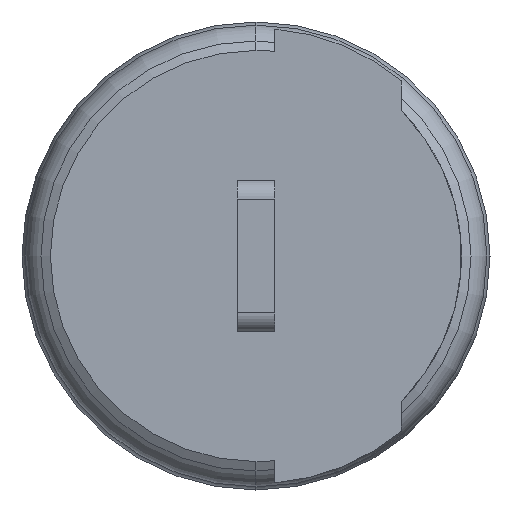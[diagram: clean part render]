
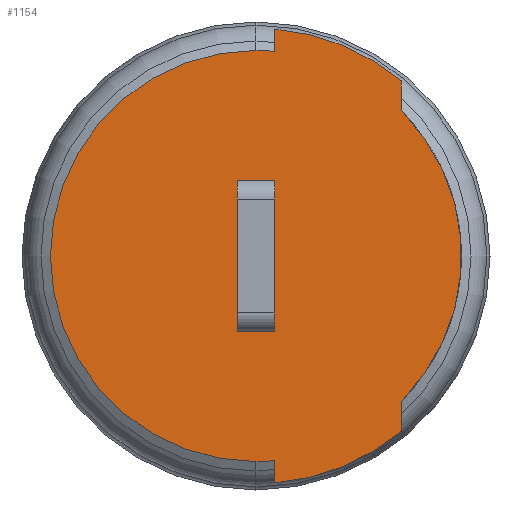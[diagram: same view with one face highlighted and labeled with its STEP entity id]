
A CAD part, left-side view. The second image highlights one B-rep face of the part: STEP entity #1154.
In plain terms, the highlighted planar face has unit normal (-1, 0, 0).
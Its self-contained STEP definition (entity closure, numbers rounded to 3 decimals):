
#1 = DIRECTION ( 'NONE',  ( 0., 0., 1. ) ) ;
#29 = CARTESIAN_POINT ( 'NONE',  ( -4.8, 0., 0. ) ) ;
#310 = LINE ( 'NONE', #3259, #1740 ) ;
#327 = AXIS2_PLACEMENT_3D ( 'NONE', #29, #410, #808 ) ;
#357 = EDGE_CURVE ( 'NONE', #509, #1840, #655, .T. ) ;
#367 = DIRECTION ( 'NONE',  ( 0., 0., 1. ) ) ;
#372 = CARTESIAN_POINT ( 'NONE',  ( -4.8, -2.3, 2.769 ) ) ;
#410 = DIRECTION ( 'NONE',  ( -1., 0., 0. ) ) ;
#509 = VERTEX_POINT ( 'NONE', #2562 ) ;
#550 = AXIS2_PLACEMENT_3D ( 'NONE', #3961, #4029, #2357 ) ;
#608 = CARTESIAN_POINT ( 'NONE',  ( -4.8, -2.3, -2.769 ) ) ;
#609 = ORIENTED_EDGE ( 'NONE', *, *, #357, .T. ) ;
#655 = LINE ( 'NONE', #4024, #3878 ) ;
#706 = EDGE_CURVE ( 'NONE', #1840, #1728, #1386, .T. ) ;
#779 = CARTESIAN_POINT ( 'NONE',  ( -4.8, -0.3, -3.236 ) ) ;
#798 = CARTESIAN_POINT ( 'NONE',  ( -4.8, 0., 0. ) ) ;
#808 = DIRECTION ( 'NONE',  ( 0., 0., 1. ) ) ;
#813 = CARTESIAN_POINT ( 'NONE',  ( -4.8, -0.3, -3.587 ) ) ;
#818 = DIRECTION ( 'NONE',  ( -1., 0., 0. ) ) ;
#969 = DIRECTION ( 'NONE',  ( 0., 0., 1. ) ) ;
#1007 = CARTESIAN_POINT ( 'NONE',  ( -4.8, 0., 0. ) ) ;
#1154 = ADVANCED_FACE ( 'NONE', ( #3145 ), #3834, .T. ) ;
#1244 = LINE ( 'NONE', #2237, #2030 ) ;
#1247 = AXIS2_PLACEMENT_3D ( 'NONE', #2759, #1772, #2084 ) ;
#1301 = ORIENTED_EDGE ( 'NONE', *, *, #2369, .T. ) ;
#1311 = DIRECTION ( 'NONE',  ( 0., 0., 1. ) ) ;
#1363 = CARTESIAN_POINT ( 'NONE',  ( -4.8, -2.3, -2.769 ) ) ;
#1384 = CIRCLE ( 'NONE', #3918, 3.6 ) ;
#1386 = CIRCLE ( 'NONE', #327, 3.6 ) ;
#1549 = VERTEX_POINT ( 'NONE', #813 ) ;
#1650 = DIRECTION ( 'NONE',  ( 0., 0., 1. ) ) ;
#1728 = VERTEX_POINT ( 'NONE', #4286 ) ;
#1740 = VECTOR ( 'NONE', #3689, 1000. ) ;
#1772 = DIRECTION ( 'NONE',  ( -1., 0., 0. ) ) ;
#1840 = VERTEX_POINT ( 'NONE', #372 ) ;
#1845 = DIRECTION ( 'NONE',  ( 0., 0., -1. ) ) ;
#1880 = VERTEX_POINT ( 'NONE', #1991 ) ;
#1917 = VERTEX_POINT ( 'NONE', #4047 ) ;
#1965 = LINE ( 'NONE', #1363, #2993 ) ;
#1983 = ORIENTED_EDGE ( 'NONE', *, *, #2813, .T. ) ;
#1991 = CARTESIAN_POINT ( 'NONE',  ( -4.8, 0., 3.25 ) ) ;
#2030 = VECTOR ( 'NONE', #1845, 1000. ) ;
#2084 = DIRECTION ( 'NONE',  ( 0., 0., 1. ) ) ;
#2162 = DIRECTION ( 'NONE',  ( 0., 0., 1. ) ) ;
#2237 = CARTESIAN_POINT ( 'NONE',  ( -4.8, -0.3, -3.587 ) ) ;
#2253 = VERTEX_POINT ( 'NONE', #608 ) ;
#2268 = EDGE_CURVE ( 'NONE', #1549, #2253, #1384, .T. ) ;
#2328 = EDGE_CURVE ( 'NONE', #2253, #1917, #1965, .T. ) ;
#2348 = VERTEX_POINT ( 'NONE', #3031 ) ;
#2349 = DIRECTION ( 'NONE',  ( -1., 0., 0. ) ) ;
#2355 = CARTESIAN_POINT ( 'NONE',  ( -4.8, 0., 0. ) ) ;
#2357 = DIRECTION ( 'NONE',  ( 0., 0., 1. ) ) ;
#2369 = EDGE_CURVE ( 'NONE', #3348, #1880, #4184, .T. ) ;
#2456 = CIRCLE ( 'NONE', #550, 3.25 ) ;
#2562 = CARTESIAN_POINT ( 'NONE',  ( -4.8, -2.3, 2.296 ) ) ;
#2563 = EDGE_CURVE ( 'NONE', #2869, #1549, #1244, .T. ) ;
#2759 = CARTESIAN_POINT ( 'NONE',  ( -4.8, 0., 0. ) ) ;
#2779 = EDGE_CURVE ( 'NONE', #1728, #3348, #310, .T. ) ;
#2813 = EDGE_CURVE ( 'NONE', #1917, #509, #3986, .T. ) ;
#2837 = EDGE_CURVE ( 'NONE', #1880, #2348, #3202, .T. ) ;
#2869 = VERTEX_POINT ( 'NONE', #779 ) ;
#2974 = ORIENTED_EDGE ( 'NONE', *, *, #2563, .T. ) ;
#2993 = VECTOR ( 'NONE', #1650, 1000. ) ;
#3003 = AXIS2_PLACEMENT_3D ( 'NONE', #1007, #2349, #1 ) ;
#3031 = CARTESIAN_POINT ( 'NONE',  ( -4.8, 0., -3.25 ) ) ;
#3129 = AXIS2_PLACEMENT_3D ( 'NONE', #3653, #4004, #367 ) ;
#3139 = ORIENTED_EDGE ( 'NONE', *, *, #2328, .T. ) ;
#3145 = FACE_OUTER_BOUND ( 'NONE', #3889, .T. ) ;
#3186 = ORIENTED_EDGE ( 'NONE', *, *, #4061, .T. ) ;
#3202 = CIRCLE ( 'NONE', #1247, 3.25 ) ;
#3238 = ORIENTED_EDGE ( 'NONE', *, *, #2779, .T. ) ;
#3259 = CARTESIAN_POINT ( 'NONE',  ( -4.8, -0.3, 3.236 ) ) ;
#3348 = VERTEX_POINT ( 'NONE', #3447 ) ;
#3400 = ORIENTED_EDGE ( 'NONE', *, *, #2837, .T. ) ;
#3447 = CARTESIAN_POINT ( 'NONE',  ( -4.8, -0.3, 3.236 ) ) ;
#3653 = CARTESIAN_POINT ( 'NONE',  ( -4.8, 0., 0. ) ) ;
#3689 = DIRECTION ( 'NONE',  ( 0., 0., -1. ) ) ;
#3834 = PLANE ( 'NONE',  #4337 ) ;
#3878 = VECTOR ( 'NONE', #969, 1000. ) ;
#3889 = EDGE_LOOP ( 'NONE', ( #1983, #609, #4275, #3238, #1301, #3400, #3186, #2974, #4302, #3139 ) ) ;
#3918 = AXIS2_PLACEMENT_3D ( 'NONE', #2355, #3959, #1311 ) ;
#3959 = DIRECTION ( 'NONE',  ( -1., 0., 0. ) ) ;
#3961 = CARTESIAN_POINT ( 'NONE',  ( -4.8, 0., 0. ) ) ;
#3986 = CIRCLE ( 'NONE', #3003, 3.25 ) ;
#4004 = DIRECTION ( 'NONE',  ( -1., 0., 0. ) ) ;
#4024 = CARTESIAN_POINT ( 'NONE',  ( -4.8, -2.3, 2.296 ) ) ;
#4029 = DIRECTION ( 'NONE',  ( -1., 0., 0. ) ) ;
#4047 = CARTESIAN_POINT ( 'NONE',  ( -4.8, -2.3, -2.296 ) ) ;
#4061 = EDGE_CURVE ( 'NONE', #2348, #2869, #2456, .T. ) ;
#4184 = CIRCLE ( 'NONE', #3129, 3.25 ) ;
#4275 = ORIENTED_EDGE ( 'NONE', *, *, #706, .T. ) ;
#4286 = CARTESIAN_POINT ( 'NONE',  ( -4.8, -0.3, 3.587 ) ) ;
#4302 = ORIENTED_EDGE ( 'NONE', *, *, #2268, .T. ) ;
#4337 = AXIS2_PLACEMENT_3D ( 'NONE', #798, #818, #2162 ) ;
